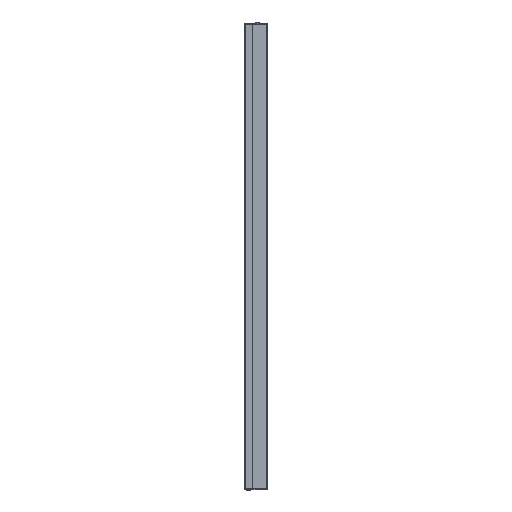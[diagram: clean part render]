
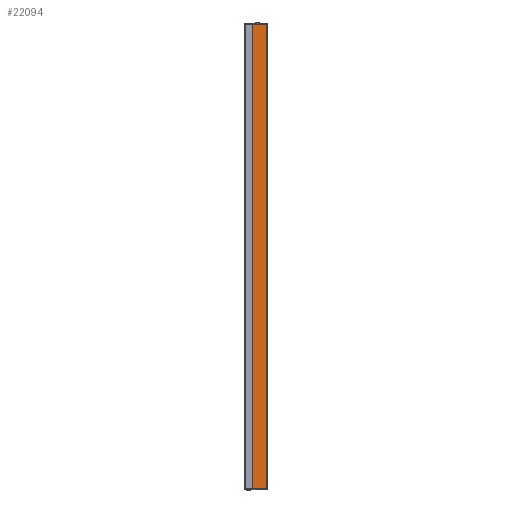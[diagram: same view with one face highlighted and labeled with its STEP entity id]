
A CAD part, left-side view. The second image highlights one B-rep face of the part: STEP entity #22094.
In plain terms, the highlighted face is planar.
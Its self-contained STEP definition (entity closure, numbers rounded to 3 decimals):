
#266 = VERTEX_POINT ( 'NONE', #23628 ) ;
#5769 = CARTESIAN_POINT ( 'NONE',  ( 6.75, 0., -479.5 ) ) ;
#6059 = ORIENTED_EDGE ( 'NONE', *, *, #28945, .T. ) ;
#8381 = EDGE_CURVE ( 'NONE', #266, #48681, #17543, .T. ) ;
#8424 = EDGE_LOOP ( 'NONE', ( #55055, #49538, #6059, #33624 ) ) ;
#8678 = DIRECTION ( 'NONE',  ( 0., 0., -1. ) ) ;
#12593 = CARTESIAN_POINT ( 'NONE',  ( 6.75, 0.3, -479.5 ) ) ;
#13049 = LINE ( 'NONE', #48460, #41716 ) ;
#14204 = DIRECTION ( 'NONE',  ( 0., 1., 0. ) ) ;
#16983 = VERTEX_POINT ( 'NONE', #12593 ) ;
#17543 = LINE ( 'NONE', #26515, #56625 ) ;
#17917 = DIRECTION ( 'NONE',  ( 0., 1., 0. ) ) ;
#19022 = CARTESIAN_POINT ( 'NONE',  ( 6.75, 30.925, 479.5 ) ) ;
#22094 = ADVANCED_FACE ( 'NONE', ( #40837 ), #40538, .F. ) ;
#22454 = DIRECTION ( 'NONE',  ( 0., 0., 1. ) ) ;
#23372 = VECTOR ( 'NONE', #14204, 1000. ) ;
#23628 = CARTESIAN_POINT ( 'NONE',  ( 6.75, 30.925, -479.5 ) ) ;
#26515 = CARTESIAN_POINT ( 'NONE',  ( 6.75, 30.925, 479.5 ) ) ;
#28945 = EDGE_CURVE ( 'NONE', #16983, #266, #54264, .T. ) ;
#32117 = DIRECTION ( 'NONE',  ( -1., 0., 0. ) ) ;
#32829 = CARTESIAN_POINT ( 'NONE',  ( 6.75, 0.3, 479.5 ) ) ;
#33624 = ORIENTED_EDGE ( 'NONE', *, *, #8381, .T. ) ;
#36197 = DIRECTION ( 'NONE',  ( 0., -1., 0. ) ) ;
#38460 = VERTEX_POINT ( 'NONE', #32829 ) ;
#39377 = LINE ( 'NONE', #44029, #46492 ) ;
#40538 = PLANE ( 'NONE',  #45249 ) ;
#40837 = FACE_OUTER_BOUND ( 'NONE', #8424, .T. ) ;
#41407 = CARTESIAN_POINT ( 'NONE',  ( 6.75, 0., 479.5 ) ) ;
#41716 = VECTOR ( 'NONE', #8678, 1000. ) ;
#44029 = CARTESIAN_POINT ( 'NONE',  ( 6.75, 0., 479.5 ) ) ;
#45249 = AXIS2_PLACEMENT_3D ( 'NONE', #41407, #32117, #36197 ) ;
#46050 = EDGE_CURVE ( 'NONE', #38460, #16983, #13049, .T. ) ;
#46492 = VECTOR ( 'NONE', #17917, 1000. ) ;
#48460 = CARTESIAN_POINT ( 'NONE',  ( 6.75, 0.3, 479.5 ) ) ;
#48681 = VERTEX_POINT ( 'NONE', #19022 ) ;
#49538 = ORIENTED_EDGE ( 'NONE', *, *, #46050, .T. ) ;
#51933 = EDGE_CURVE ( 'NONE', #38460, #48681, #39377, .T. ) ;
#54264 = LINE ( 'NONE', #5769, #23372 ) ;
#55055 = ORIENTED_EDGE ( 'NONE', *, *, #51933, .F. ) ;
#56625 = VECTOR ( 'NONE', #22454, 1000. ) ;
